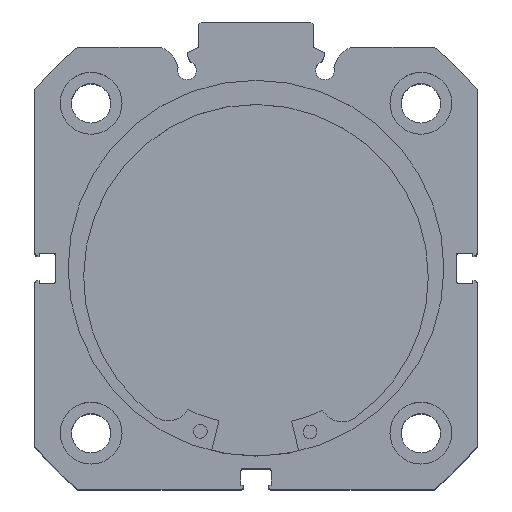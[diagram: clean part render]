
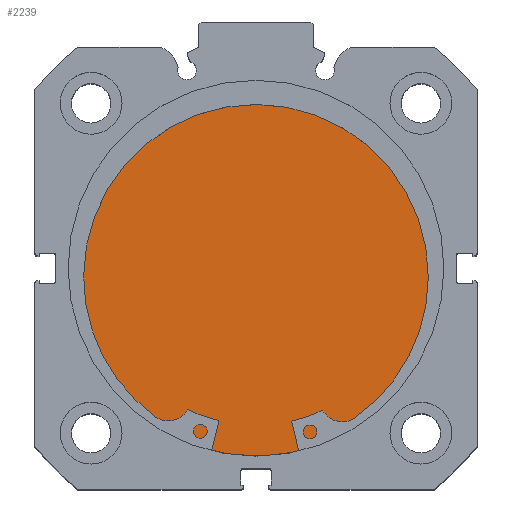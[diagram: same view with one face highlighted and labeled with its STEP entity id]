
A CAD part, top view. The second image highlights one B-rep face of the part: STEP entity #2239.
In plain terms, the highlighted face is planar.
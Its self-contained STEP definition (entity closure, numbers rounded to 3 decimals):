
#69 = DIRECTION ( 'NONE',  ( 0., 0., 1. ) ) ;
#70 = DIRECTION ( 'NONE',  ( -1., 0., 0. ) ) ;
#72 = CARTESIAN_POINT ( 'NONE',  ( 12., 0., 0. ) ) ;
#106 = DIRECTION ( 'NONE',  ( 0., 0., 1. ) ) ;
#107 = DIRECTION ( 'NONE',  ( -1., 0., 0. ) ) ;
#110 = CARTESIAN_POINT ( 'NONE',  ( 12., 0., 0. ) ) ;
#720 = EDGE_LOOP ( 'NONE', ( #1575, #1574 ) ) ;
#1043 = EDGE_CURVE ( 'NONE', #2143, #2145, #1955, .T. ) ;
#1052 = EDGE_CURVE ( 'NONE', #2145, #2143, #1965, .T. ) ;
#1574 = ORIENTED_EDGE ( 'NONE', *, *, #1052, .F. ) ;
#1575 = ORIENTED_EDGE ( 'NONE', *, *, #1043, .F. ) ;
#1955 = CIRCLE ( 'NONE', #2749, 41. ) ;
#1965 = CIRCLE ( 'NONE', #2752, 41. ) ;
#2143 = VERTEX_POINT ( 'NONE', #3595 ) ;
#2145 = VERTEX_POINT ( 'NONE', #3597 ) ;
#2239 = ADVANCED_FACE ( 'NONE', ( #4808 ), #3845, .F. ) ;
#2749 = AXIS2_PLACEMENT_3D ( 'NONE', #110, #107, #106 ) ;
#2752 = AXIS2_PLACEMENT_3D ( 'NONE', #72, #70, #69 ) ;
#2850 = AXIS2_PLACEMENT_3D ( 'NONE', #3844, #3847, #3848 ) ;
#3595 = CARTESIAN_POINT ( 'NONE',  ( 12., 0., 41. ) ) ;
#3597 = CARTESIAN_POINT ( 'NONE',  ( 12., 0., -41. ) ) ;
#3844 = CARTESIAN_POINT ( 'NONE',  ( 12., 41., 0. ) ) ;
#3845 = PLANE ( 'NONE',  #2850 ) ;
#3847 = DIRECTION ( 'NONE',  ( -1., 0., 0. ) ) ;
#3848 = DIRECTION ( 'NONE',  ( 0., 0., 1. ) ) ;
#4808 = FACE_OUTER_BOUND ( 'NONE', #720, .T. ) ;
